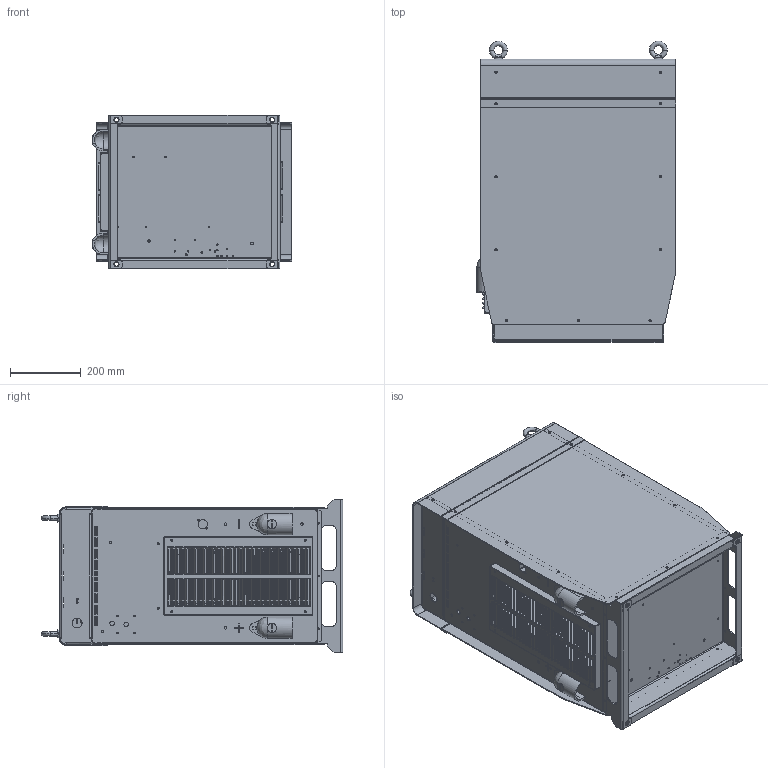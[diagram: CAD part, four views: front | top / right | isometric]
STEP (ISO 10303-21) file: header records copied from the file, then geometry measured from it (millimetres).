
FILE_DESCRIPTION (( 'STEP AP214' ), '1' );
FILE_NAME ('274174 (Axcess_Auto Axcess E 450 models - Joined Shell).STEP', '2015-12-03T19:31:15', ( 'ITS' ), ( 'ITW Welding Group' ), 'SwSTEP 2.0', 'SolidWorks 2015', '' );
FILE_SCHEMA (( 'AUTOMOTIVE_DESIGN' ));
Length unit declared in the file: inch
Products named in the file (1): 274174 (Axcess_Auto Axcess E 450 models - Joined Shell)
Bounding box: 565.82 x 854.19 x 434.55 mm (x, y, z)
Volume: 5561399.1 mm3; surface area: 4556291.1 mm2
Topology: 1 solids, 1 shells, 4418 faces, 12659 edges, 8294 vertices
Faces by surface type: cylinder 2253, plane 1961, torus 96, bspline 96, sphere 12
Entity records: 163191 total; most frequent: CARTESIAN_POINT 49320, ORIENTED_EDGE 25294, DIRECTION 22121, EDGE_CURVE 12647, VERTEX_POINT 8294, AXIS2_PLACEMENT_3D 7499, VECTOR 7123, LINE 7123
